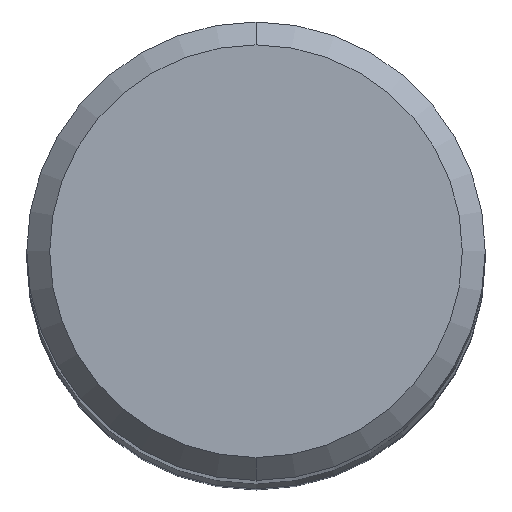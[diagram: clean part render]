
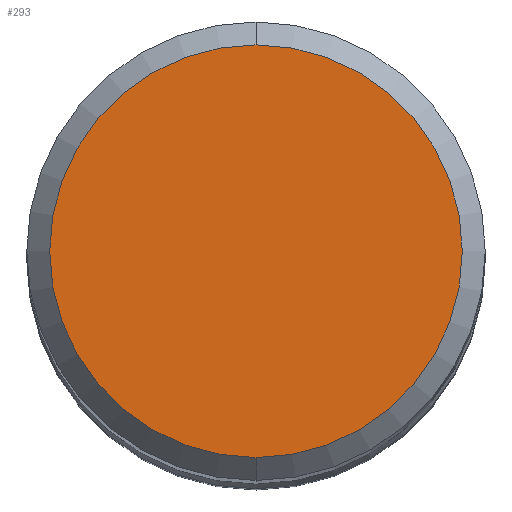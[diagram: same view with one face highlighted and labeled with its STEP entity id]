
A CAD part, top view. The second image highlights one B-rep face of the part: STEP entity #293.
In plain terms, the highlighted planar face has unit normal (0, 0, 1).
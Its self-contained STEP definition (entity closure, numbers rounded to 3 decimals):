
#211=EDGE_CURVE('',#317,#435,#537,.T.);
#293=ADVANCED_FACE('',(#628),#629,.T.);
#317=VERTEX_POINT('',#655);
#333=EDGE_CURVE('',#435,#317,#671,.T.);
#435=VERTEX_POINT('',#787);
#537=CIRCLE('',#893,4.5);
#628=FACE_OUTER_BOUND('',#1122,.T.);
#629=PLANE('',#1123);
#655=CARTESIAN_POINT('',(0.0,4.5,0.0));
#671=CIRCLE('',#1202,4.5);
#787=CARTESIAN_POINT('',(0.,-4.5,0.0));
#893=AXIS2_PLACEMENT_3D('',#1575,#1576,#1577);
#1122=EDGE_LOOP('',(#1694,#1695));
#1123=AXIS2_PLACEMENT_3D('',#1696,#1697,#1698);
#1202=AXIS2_PLACEMENT_3D('',#1741,#1742,#1743);
#1575=CARTESIAN_POINT('',(0.0,0.0,0.0));
#1576=DIRECTION('',(0.0,0.0,-1.0));
#1577=DIRECTION('',(0.0,1.0,0.0));
#1694=ORIENTED_EDGE('',*,*,#211,.F.);
#1695=ORIENTED_EDGE('',*,*,#333,.F.);
#1696=CARTESIAN_POINT('',(0.0,2.25,0.0));
#1697=DIRECTION('',(-0.0,0.0,1.0));
#1698=DIRECTION('',(0.0,-1.0,0.0));
#1741=CARTESIAN_POINT('',(0.0,0.0,0.0));
#1742=DIRECTION('',(0.0,0.0,-1.0));
#1743=DIRECTION('',(0.0,1.0,0.0));
